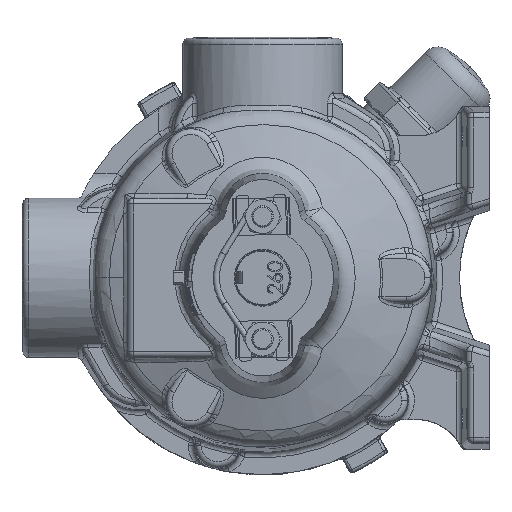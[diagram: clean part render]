
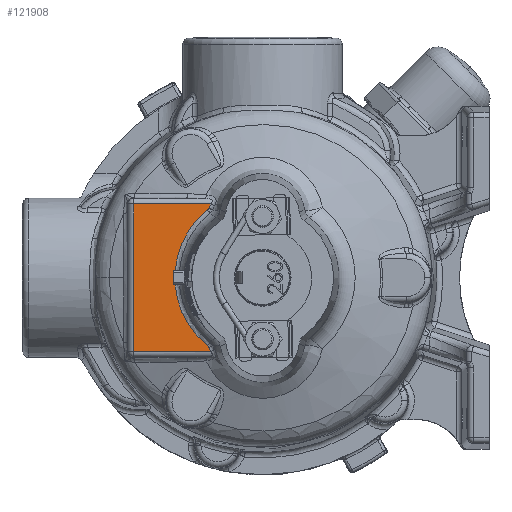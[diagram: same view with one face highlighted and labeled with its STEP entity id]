
A CAD part, left-side view. The second image highlights one B-rep face of the part: STEP entity #121908.
In plain terms, the highlighted planar face has unit normal (-1, 0, 0).
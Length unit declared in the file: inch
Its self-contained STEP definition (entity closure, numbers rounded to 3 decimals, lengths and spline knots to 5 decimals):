
#7704 = CARTESIAN_POINT ( 'NONE',  ( -4.25, 1.12641, -1.38605 ) ) ;
#9919 = CARTESIAN_POINT ( 'NONE',  ( -4.25, 1.10329, 1.41295 ) ) ;
#10244 = CARTESIAN_POINT ( 'NONE',  ( -4.25, 2.63, 1.505 ) ) ;
#11935 = CARTESIAN_POINT ( 'NONE',  ( -4.25, 1.12641, 1.38605 ) ) ;
#12709 = DIRECTION ( 'NONE',  ( 0., 1., 0. ) ) ;
#13011 = CARTESIAN_POINT ( 'NONE',  ( -4.25, 2.63, -1.505 ) ) ;
#13850 = EDGE_CURVE ( 'NONE', #91485, #143277, #52413, .T. ) ;
#14724 = EDGE_CURVE ( 'NONE', #116956, #70530, #19586, .T. ) ;
#19586 = CIRCLE ( 'NONE', #124712, 1.78604 ) ;
#28899 = EDGE_CURVE ( 'NONE', #70530, #45697, #128934, .T. ) ;
#32598 = CARTESIAN_POINT ( 'NONE',  ( -4.25, 1.1003, -1.41948 ) ) ;
#42310 = PLANE ( 'NONE',  #78098 ) ;
#43945 = B_SPLINE_CURVE_WITH_KNOTS ( 'NONE', 3,
 ( #108438, #134901, #109518, #32598 ),
 .UNSPECIFIED., .F., .F.,
 ( 4, 4 ),
 ( 0., 0.00241 ),
 .UNSPECIFIED. ) ;
#44521 = DIRECTION ( 'NONE',  ( 1., 0., 0. ) ) ;
#45697 = VERTEX_POINT ( 'NONE', #98909 ) ;
#46960 = CARTESIAN_POINT ( 'NONE',  ( -4.25, 1.08713, 1.44818 ) ) ;
#47281 = CARTESIAN_POINT ( 'NONE',  ( -4.25, 0., 0. ) ) ;
#48447 = EDGE_CURVE ( 'NONE', #106423, #95949, #80583, .T. ) ;
#48462 = CARTESIAN_POINT ( 'NONE',  ( -4.25, 2.63, 0. ) ) ;
#52413 = LINE ( 'NONE', #115636, #86633 ) ;
#58268 = CARTESIAN_POINT ( 'NONE',  ( -4.25, 1.1003, -1.41948 ) ) ;
#60161 = DIRECTION ( 'NONE',  ( 0., 0., -1. ) ) ;
#61351 = DIRECTION ( 'NONE',  ( 0., 0., -1. ) ) ;
#66373 = CARTESIAN_POINT ( 'NONE',  ( -4.25, 1.05955, 1.505 ) ) ;
#66951 = FACE_OUTER_BOUND ( 'NONE', #86041, .T. ) ;
#68763 = B_SPLINE_CURVE_WITH_KNOTS ( 'NONE', 3,
 ( #148792, #135432, #135991, #161682, #84901, #7704 ),
 .UNSPECIFIED., .F., .F.,
 ( 4, 2, 4 ),
 ( 0., 0.00055, 0.00109 ),
 .UNSPECIFIED. ) ;
#70530 = VERTEX_POINT ( 'NONE', #11935 ) ;
#75190 = ORIENTED_EDGE ( 'NONE', *, *, #48447, .T. ) ;
#78098 = AXIS2_PLACEMENT_3D ( 'NONE', #121512, #44521, #134421 ) ;
#79933 = CARTESIAN_POINT ( 'NONE',  ( -4.25, 1.05955, -1.505 ) ) ;
#80583 = LINE ( 'NONE', #135244, #144807 ) ;
#84901 = CARTESIAN_POINT ( 'NONE',  ( -4.25, 1.12084, -1.39058 ) ) ;
#85786 = CARTESIAN_POINT ( 'NONE',  ( -4.25, 1.05955, 1.505 ) ) ;
#86041 = EDGE_LOOP ( 'NONE', ( #137934, #162829, #138634, #149806, #104059, #123711, #75190, #122963 ) ) ;
#86633 = VECTOR ( 'NONE', #12709, 39.37008 ) ;
#87129 = CARTESIAN_POINT ( 'NONE',  ( -4.25, 1.107, 1.4069 ) ) ;
#89588 = LINE ( 'NONE', #48462, #157773 ) ;
#91485 = VERTEX_POINT ( 'NONE', #66373 ) ;
#95949 = VERTEX_POINT ( 'NONE', #79933 ) ;
#96376 = EDGE_CURVE ( 'NONE', #156638, #116956, #68763, .T. ) ;
#97368 = EDGE_CURVE ( 'NONE', #95949, #156638, #43945, .T. ) ;
#98909 = CARTESIAN_POINT ( 'NONE',  ( -4.25, 1.1003, 1.41948 ) ) ;
#100004 = CARTESIAN_POINT ( 'NONE',  ( -4.25, 1.1003, 1.41948 ) ) ;
#103146 = CARTESIAN_POINT ( 'NONE',  ( -4.25, 1.12641, -1.38605 ) ) ;
#104059 = ORIENTED_EDGE ( 'NONE', *, *, #13850, .T. ) ;
#106065 = EDGE_CURVE ( 'NONE', #45697, #91485, #120847, .T. ) ;
#106423 = VERTEX_POINT ( 'NONE', #13011 ) ;
#108438 = CARTESIAN_POINT ( 'NONE',  ( -4.25, 1.05955, -1.505 ) ) ;
#109518 = CARTESIAN_POINT ( 'NONE',  ( -4.25, 1.08713, -1.44818 ) ) ;
#115636 = CARTESIAN_POINT ( 'NONE',  ( -4.25, 0., 1.505 ) ) ;
#116956 = VERTEX_POINT ( 'NONE', #103146 ) ;
#120847 = B_SPLINE_CURVE_WITH_KNOTS ( 'NONE', 3,
 ( #123939, #46960, #162553, #85786 ),
 .UNSPECIFIED., .F., .F.,
 ( 4, 4 ),
 ( 0., 0.00241 ),
 .UNSPECIFIED. ) ;
#121512 = CARTESIAN_POINT ( 'NONE',  ( -4.25, 0., 0. ) ) ;
#121908 = ADVANCED_FACE ( 'NONE', ( #66951 ), #42310, .F. ) ;
#122963 = ORIENTED_EDGE ( 'NONE', *, *, #97368, .T. ) ;
#123711 = ORIENTED_EDGE ( 'NONE', *, *, #140405, .T. ) ;
#123939 = CARTESIAN_POINT ( 'NONE',  ( -4.25, 1.1003, 1.41948 ) ) ;
#124712 = AXIS2_PLACEMENT_3D ( 'NONE', #47281, #137133, #60161 ) ;
#125275 = CARTESIAN_POINT ( 'NONE',  ( -4.25, 1.12084, 1.39058 ) ) ;
#128934 = B_SPLINE_CURVE_WITH_KNOTS ( 'NONE', 3,
 ( #163918, #125275, #138180, #87129, #9919, #100004 ),
 .UNSPECIFIED., .F., .F.,
 ( 4, 2, 4 ),
 ( 0., 0.00055, 0.00109 ),
 .UNSPECIFIED. ) ;
#134421 = DIRECTION ( 'NONE',  ( 0., 0., -1. ) ) ;
#134901 = CARTESIAN_POINT ( 'NONE',  ( -4.25, 1.07362, -1.47673 ) ) ;
#135244 = CARTESIAN_POINT ( 'NONE',  ( -4.25, 0., -1.505 ) ) ;
#135432 = CARTESIAN_POINT ( 'NONE',  ( -4.25, 1.10329, -1.41294 ) ) ;
#135991 = CARTESIAN_POINT ( 'NONE',  ( -4.25, 1.10708, -1.40678 ) ) ;
#137133 = DIRECTION ( 'NONE',  ( 1., 0., 0. ) ) ;
#137934 = ORIENTED_EDGE ( 'NONE', *, *, #96376, .T. ) ;
#138180 = CARTESIAN_POINT ( 'NONE',  ( -4.25, 1.11576, 1.39572 ) ) ;
#138634 = ORIENTED_EDGE ( 'NONE', *, *, #28899, .T. ) ;
#140405 = EDGE_CURVE ( 'NONE', #143277, #106423, #89588, .T. ) ;
#143277 = VERTEX_POINT ( 'NONE', #10244 ) ;
#144807 = VECTOR ( 'NONE', #160947, 39.37008 ) ;
#148792 = CARTESIAN_POINT ( 'NONE',  ( -4.25, 1.1003, -1.41948 ) ) ;
#149806 = ORIENTED_EDGE ( 'NONE', *, *, #106065, .T. ) ;
#156638 = VERTEX_POINT ( 'NONE', #58268 ) ;
#157773 = VECTOR ( 'NONE', #61351, 39.37008 ) ;
#160947 = DIRECTION ( 'NONE',  ( 0., -1., 0. ) ) ;
#161682 = CARTESIAN_POINT ( 'NONE',  ( -4.25, 1.11585, -1.39562 ) ) ;
#162553 = CARTESIAN_POINT ( 'NONE',  ( -4.25, 1.07362, 1.47673 ) ) ;
#162829 = ORIENTED_EDGE ( 'NONE', *, *, #14724, .T. ) ;
#163918 = CARTESIAN_POINT ( 'NONE',  ( -4.25, 1.12641, 1.38605 ) ) ;
